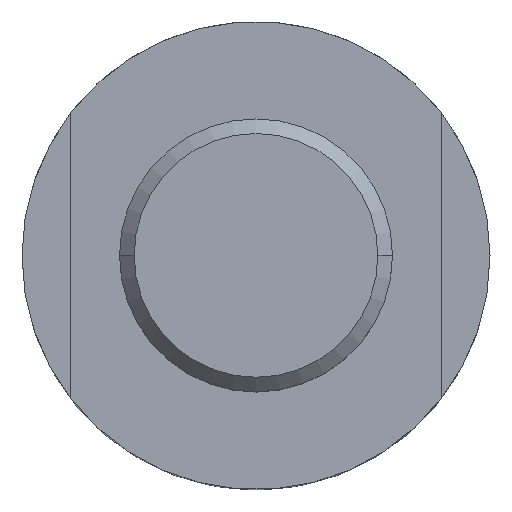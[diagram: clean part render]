
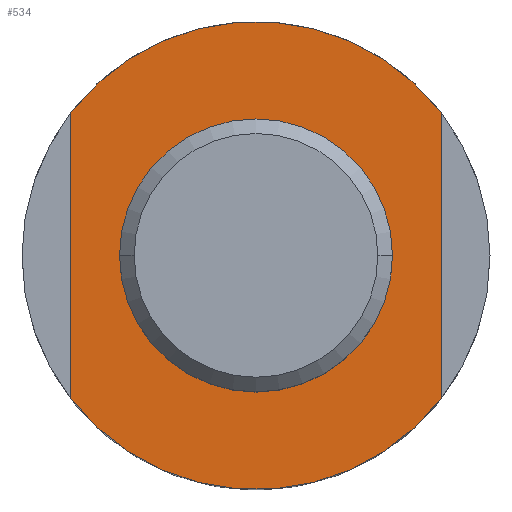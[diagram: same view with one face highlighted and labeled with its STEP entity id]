
A CAD part, top view. The second image highlights one B-rep face of the part: STEP entity #534.
In plain terms, the highlighted planar face has unit normal (0, 0, 1).
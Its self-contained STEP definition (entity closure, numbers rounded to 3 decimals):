
#512=VERTEX_POINT('',#1431);
#514=VERTEX_POINT('',#1433);
#534=ADVANCED_FACE('',(#1459,#1460),#1461,.T.);
#604=EDGE_CURVE('',#896,#1284,#1537,.T.);
#642=EDGE_CURVE('',#512,#896,#1577,.T.);
#784=EDGE_CURVE('',#1284,#1154,#1737,.T.);
#896=VERTEX_POINT('',#1865);
#916=EDGE_CURVE('',#1154,#512,#1889,.T.);
#1028=EDGE_CURVE('',#514,#1362,#2013,.T.);
#1076=EDGE_CURVE('',#1362,#514,#2064,.T.);
#1154=VERTEX_POINT('',#2149);
#1284=VERTEX_POINT('',#2295);
#1362=VERTEX_POINT('',#2390);
#1431=CARTESIAN_POINT('',(9.5,-7.331,12.0));
#1433=CARTESIAN_POINT('',(7.,0.,12.0));
#1459=FACE_OUTER_BOUND('',#2495,.T.);
#1460=FACE_BOUND('',#2496,.T.);
#1461=PLANE('',#2497);
#1537=CIRCLE('',#2602,12.);
#1577=LINE('',#2655,#2656);
#1737=LINE('',#2860,#2861);
#1865=CARTESIAN_POINT('',(9.5,7.331,12.0));
#1889=CIRCLE('',#3054,12.);
#2013=CIRCLE('',#3213,7.);
#2064=CIRCLE('',#3283,7.);
#2149=CARTESIAN_POINT('',(-9.5,-7.331,12.0));
#2295=CARTESIAN_POINT('',(-9.5,7.331,12.0));
#2390=CARTESIAN_POINT('',(-7.,0.,12.0));
#2495=EDGE_LOOP('',(#3815,#3816,#3817,#3818));
#2496=EDGE_LOOP('',(#3819,#3820));
#2497=AXIS2_PLACEMENT_3D('',#3821,#3822,#3823);
#2602=AXIS2_PLACEMENT_3D('',#3915,#3916,#3917);
#2655=CARTESIAN_POINT('',(9.5,3.666,12.0));
#2656=VECTOR('',#3960,1.0);
#2860=CARTESIAN_POINT('',(-9.5,-3.666,12.0));
#2861=VECTOR('',#4176,1.0);
#3054=AXIS2_PLACEMENT_3D('',#4405,#4406,#4407);
#3213=AXIS2_PLACEMENT_3D('',#4575,#4576,#4577);
#3283=AXIS2_PLACEMENT_3D('',#4629,#4630,#4631);
#3815=ORIENTED_EDGE('',*,*,#784,.T.);
#3816=ORIENTED_EDGE('',*,*,#916,.T.);
#3817=ORIENTED_EDGE('',*,*,#642,.T.);
#3818=ORIENTED_EDGE('',*,*,#604,.T.);
#3819=ORIENTED_EDGE('',*,*,#1076,.F.);
#3820=ORIENTED_EDGE('',*,*,#1028,.F.);
#3821=CARTESIAN_POINT('',(-9.5,0.,12.0));
#3822=DIRECTION('',(0.0,0.0,1.0));
#3823=DIRECTION('',(-1.0,0.,0.0));
#3915=CARTESIAN_POINT('',(0.0,0.,12.0));
#3916=DIRECTION('',(0.0,0.0,1.0));
#3917=DIRECTION('',(-1.0,0.,0.0));
#3960=DIRECTION('',(0.0,1.0,0.0));
#4176=DIRECTION('',(0.0,-1.0,0.0));
#4405=CARTESIAN_POINT('',(0.0,0.,12.0));
#4406=DIRECTION('',(0.0,0.0,1.0));
#4407=DIRECTION('',(-1.0,0.,0.0));
#4575=CARTESIAN_POINT('',(0.0,0.,12.0));
#4576=DIRECTION('',(0.0,0.0,1.0));
#4577=DIRECTION('',(-1.0,0.,0.0));
#4629=CARTESIAN_POINT('',(0.0,0.,12.0));
#4630=DIRECTION('',(0.0,0.0,1.0));
#4631=DIRECTION('',(-1.0,0.,0.0));
